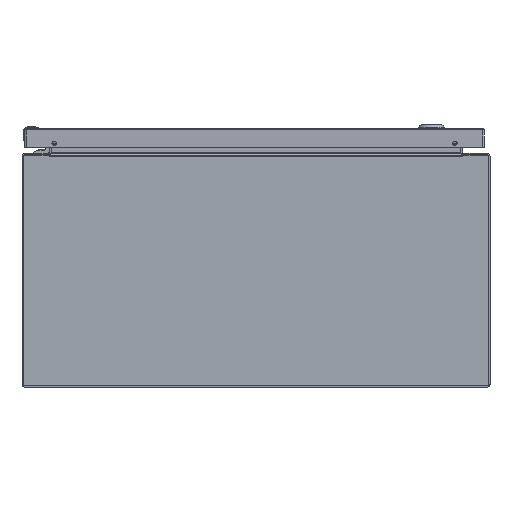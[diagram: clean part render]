
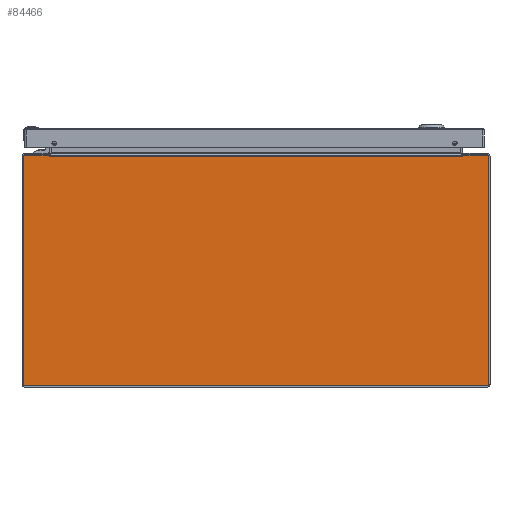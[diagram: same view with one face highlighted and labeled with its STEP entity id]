
A CAD part, front view. The second image highlights one B-rep face of the part: STEP entity #84466.
In plain terms, the highlighted planar face has unit normal (0, -1, 0).
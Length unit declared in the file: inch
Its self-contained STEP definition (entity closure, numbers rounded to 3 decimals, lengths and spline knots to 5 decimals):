
#571 = DIRECTION ( 'NONE',  ( 0.174, 0., -0.985 ) ) ;
#1607 = EDGE_CURVE ( 'NONE', #108070, #49424, #52510, .T. ) ;
#1844 = EDGE_CURVE ( 'NONE', #148260, #134745, #36029, .T. ) ;
#3318 = ORIENTED_EDGE ( 'NONE', *, *, #44947, .F. ) ;
#8506 = CARTESIAN_POINT ( 'NONE',  ( 9.937, -15., -4.857 ) ) ;
#11649 = EDGE_LOOP ( 'NONE', ( #114091, #154743, #79499, #37934, #40175, #95025, #81395, #142789, #149806, #94856, #104691, #135439, #3318, #63985 ) ) ;
#11760 = VERTEX_POINT ( 'NONE', #69095 ) ;
#12502 = CARTESIAN_POINT ( 'NONE',  ( -8.8136, -15., 4.883 ) ) ;
#12995 = CIRCLE ( 'NONE', #109460, 0.08 ) ;
#13433 = EDGE_CURVE ( 'NONE', #88758, #74866, #65087, .T. ) ;
#14081 = EDGE_CURVE ( 'NONE', #166142, #65584, #12995, .T. ) ;
#17421 = DIRECTION ( 'NONE',  ( 1., 0., 0. ) ) ;
#18030 = EDGE_CURVE ( 'NONE', #53615, #158310, #58485, .T. ) ;
#20513 = EDGE_CURVE ( 'NONE', #65584, #11760, #122048, .T. ) ;
#25647 = LINE ( 'NONE', #66126, #54619 ) ;
#27408 = DIRECTION ( 'NONE',  ( 0., -1., 0. ) ) ;
#29285 = AXIS2_PLACEMENT_3D ( 'NONE', #51521, #35174, #89543 ) ;
#34677 = LINE ( 'NONE', #153735, #56942 ) ;
#35174 = DIRECTION ( 'NONE',  ( 0., -1., 0. ) ) ;
#36029 = CIRCLE ( 'NONE', #132508, 0.08 ) ;
#37934 = ORIENTED_EDGE ( 'NONE', *, *, #13433, .T. ) ;
#38783 = DIRECTION ( 'NONE',  ( 0., 0., -1. ) ) ;
#40175 = ORIENTED_EDGE ( 'NONE', *, *, #57982, .T. ) ;
#44947 = EDGE_CURVE ( 'NONE', #64422, #107792, #89812, .T. ) ;
#45672 = DIRECTION ( 'NONE',  ( 0., 0., -1. ) ) ;
#49424 = VERTEX_POINT ( 'NONE', #105128 ) ;
#51521 = CARTESIAN_POINT ( 'NONE',  ( -9.857, -15., -4.857 ) ) ;
#51883 = CARTESIAN_POINT ( 'NONE',  ( -9.857, -15., 4.857 ) ) ;
#52510 = CIRCLE ( 'NONE', #102200, 0.08 ) ;
#52527 = VECTOR ( 'NONE', #114372, 39.37008 ) ;
#53112 = CARTESIAN_POINT ( 'NONE',  ( 0., -15., 4.937 ) ) ;
#53615 = VERTEX_POINT ( 'NONE', #162766 ) ;
#54619 = VECTOR ( 'NONE', #571, 39.37008 ) ;
#56795 = CARTESIAN_POINT ( 'NONE',  ( 8.80578, -15., 4.883 ) ) ;
#56942 = VECTOR ( 'NONE', #115778, 39.37008 ) ;
#56951 = DIRECTION ( 'NONE',  ( 0., -1., 0. ) ) ;
#57982 = EDGE_CURVE ( 'NONE', #74866, #148260, #108931, .T. ) ;
#58367 = DIRECTION ( 'NONE',  ( -0.174, 0., -0.985 ) ) ;
#58485 = LINE ( 'NONE', #56795, #151547 ) ;
#58672 = LINE ( 'NONE', #98426, #68069 ) ;
#59475 = CARTESIAN_POINT ( 'NONE',  ( 9.857, -15., -4.857 ) ) ;
#61597 = CARTESIAN_POINT ( 'NONE',  ( 9.857, -15., -4.937 ) ) ;
#61705 = CARTESIAN_POINT ( 'NONE',  ( -9.937, -15., 0. ) ) ;
#63985 = ORIENTED_EDGE ( 'NONE', *, *, #99332, .F. ) ;
#64422 = VERTEX_POINT ( 'NONE', #12502 ) ;
#65087 = CIRCLE ( 'NONE', #29285, 0.08 ) ;
#65372 = FACE_OUTER_BOUND ( 'NONE', #11649, .T. ) ;
#65532 = CARTESIAN_POINT ( 'NONE',  ( -8.80578, -15., 4.883 ) ) ;
#65584 = VERTEX_POINT ( 'NONE', #165759 ) ;
#66126 = CARTESIAN_POINT ( 'NONE',  ( -8.81836, -15., 4.91 ) ) ;
#68025 = DIRECTION ( 'NONE',  ( -1., 0., 0. ) ) ;
#68069 = VECTOR ( 'NONE', #122570, 39.37008 ) ;
#69095 = CARTESIAN_POINT ( 'NONE',  ( 8.82312, -15., 4.937 ) ) ;
#69386 = DIRECTION ( 'NONE',  ( -1., 0., 0. ) ) ;
#72673 = DIRECTION ( 'NONE',  ( -1., 0., 0. ) ) ;
#72731 = VECTOR ( 'NONE', #17421, 39.37008 ) ;
#74866 = VERTEX_POINT ( 'NONE', #145543 ) ;
#79499 = ORIENTED_EDGE ( 'NONE', *, *, #104480, .T. ) ;
#81367 = LINE ( 'NONE', #134096, #85579 ) ;
#81395 = ORIENTED_EDGE ( 'NONE', *, *, #129607, .T. ) ;
#81433 = CARTESIAN_POINT ( 'NONE',  ( -9.857, -15., 4.937 ) ) ;
#84466 = ADVANCED_FACE ( 'NONE', ( #65372 ), #145640, .T. ) ;
#85579 = VECTOR ( 'NONE', #72673, 39.37008 ) ;
#85940 = CARTESIAN_POINT ( 'NONE',  ( 8.81836, -15., 4.91 ) ) ;
#86247 = CARTESIAN_POINT ( 'NONE',  ( 9.937, -15., 4.857 ) ) ;
#88758 = VERTEX_POINT ( 'NONE', #138902 ) ;
#89543 = DIRECTION ( 'NONE',  ( 0., 0., -1. ) ) ;
#89812 = LINE ( 'NONE', #65532, #129941 ) ;
#91541 = VECTOR ( 'NONE', #69386, 39.37008 ) ;
#91604 = DIRECTION ( 'NONE',  ( 0., 0., -1. ) ) ;
#94856 = ORIENTED_EDGE ( 'NONE', *, *, #116201, .T. ) ;
#95025 = ORIENTED_EDGE ( 'NONE', *, *, #1844, .T. ) ;
#98426 = CARTESIAN_POINT ( 'NONE',  ( 0., -15., 4.883 ) ) ;
#99332 = EDGE_CURVE ( 'NONE', #132795, #64422, #25647, .T. ) ;
#101177 = CARTESIAN_POINT ( 'NONE',  ( 8.798, -15., 4.883 ) ) ;
#102200 = AXIS2_PLACEMENT_3D ( 'NONE', #51883, #141684, #91604 ) ;
#103605 = DIRECTION ( 'NONE',  ( 0., -1., 0. ) ) ;
#103634 = DIRECTION ( 'NONE',  ( 1., 0., 0. ) ) ;
#104041 = LINE ( 'NONE', #61705, #52527 ) ;
#104480 = EDGE_CURVE ( 'NONE', #49424, #88758, #104041, .T. ) ;
#104691 = ORIENTED_EDGE ( 'NONE', *, *, #18030, .T. ) ;
#105128 = CARTESIAN_POINT ( 'NONE',  ( -9.937, -15., 4.857 ) ) ;
#107792 = VERTEX_POINT ( 'NONE', #119694 ) ;
#108070 = VERTEX_POINT ( 'NONE', #81433 ) ;
#108931 = LINE ( 'NONE', #134004, #72731 ) ;
#109460 = AXIS2_PLACEMENT_3D ( 'NONE', #168320, #103605, #38783 ) ;
#110060 = EDGE_CURVE ( 'NONE', #132795, #108070, #81367, .T. ) ;
#114091 = ORIENTED_EDGE ( 'NONE', *, *, #110060, .T. ) ;
#114372 = DIRECTION ( 'NONE',  ( 0., 0., -1. ) ) ;
#115778 = DIRECTION ( 'NONE',  ( 0., 0., 1. ) ) ;
#116201 = EDGE_CURVE ( 'NONE', #11760, #53615, #152407, .T. ) ;
#117201 = CARTESIAN_POINT ( 'NONE',  ( 0., -15., 0. ) ) ;
#119694 = CARTESIAN_POINT ( 'NONE',  ( -8.798, -15., 4.883 ) ) ;
#122048 = LINE ( 'NONE', #53112, #91541 ) ;
#122570 = DIRECTION ( 'NONE',  ( -1., 0., 0. ) ) ;
#126850 = CARTESIAN_POINT ( 'NONE',  ( -8.82312, -15., 4.937 ) ) ;
#129607 = EDGE_CURVE ( 'NONE', #134745, #166142, #34677, .T. ) ;
#129941 = VECTOR ( 'NONE', #103634, 39.37008 ) ;
#132508 = AXIS2_PLACEMENT_3D ( 'NONE', #59475, #56951, #45672 ) ;
#132795 = VERTEX_POINT ( 'NONE', #126850 ) ;
#134004 = CARTESIAN_POINT ( 'NONE',  ( 0., -15., -4.937 ) ) ;
#134096 = CARTESIAN_POINT ( 'NONE',  ( 0., -15., 4.937 ) ) ;
#134745 = VERTEX_POINT ( 'NONE', #8506 ) ;
#135439 = ORIENTED_EDGE ( 'NONE', *, *, #170832, .T. ) ;
#137501 = VECTOR ( 'NONE', #58367, 39.37008 ) ;
#138902 = CARTESIAN_POINT ( 'NONE',  ( -9.937, -15., -4.857 ) ) ;
#141684 = DIRECTION ( 'NONE',  ( 0., -1., 0. ) ) ;
#142789 = ORIENTED_EDGE ( 'NONE', *, *, #14081, .T. ) ;
#145543 = CARTESIAN_POINT ( 'NONE',  ( -9.857, -15., -4.937 ) ) ;
#145640 = PLANE ( 'NONE',  #146550 ) ;
#146463 = DIRECTION ( 'NONE',  ( 0., 0., -1. ) ) ;
#146550 = AXIS2_PLACEMENT_3D ( 'NONE', #117201, #27408, #146463 ) ;
#148260 = VERTEX_POINT ( 'NONE', #61597 ) ;
#149806 = ORIENTED_EDGE ( 'NONE', *, *, #20513, .T. ) ;
#151547 = VECTOR ( 'NONE', #68025, 39.37008 ) ;
#152407 = LINE ( 'NONE', #85940, #137501 ) ;
#153735 = CARTESIAN_POINT ( 'NONE',  ( 9.937, -15., 0. ) ) ;
#154743 = ORIENTED_EDGE ( 'NONE', *, *, #1607, .T. ) ;
#158310 = VERTEX_POINT ( 'NONE', #101177 ) ;
#162766 = CARTESIAN_POINT ( 'NONE',  ( 8.8136, -15., 4.883 ) ) ;
#165759 = CARTESIAN_POINT ( 'NONE',  ( 9.857, -15., 4.937 ) ) ;
#166142 = VERTEX_POINT ( 'NONE', #86247 ) ;
#168320 = CARTESIAN_POINT ( 'NONE',  ( 9.857, -15., 4.857 ) ) ;
#170832 = EDGE_CURVE ( 'NONE', #158310, #107792, #58672, .T. ) ;
